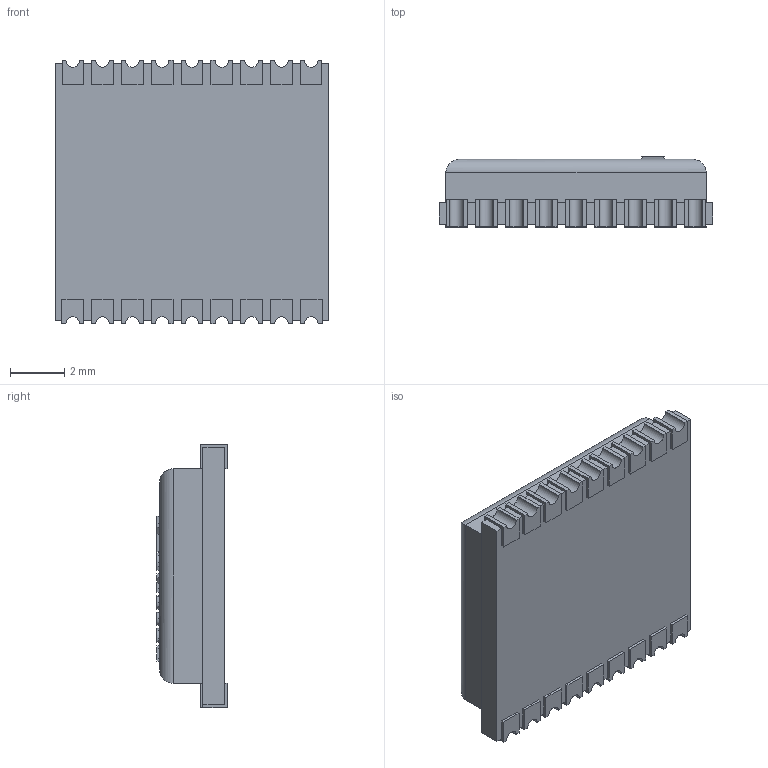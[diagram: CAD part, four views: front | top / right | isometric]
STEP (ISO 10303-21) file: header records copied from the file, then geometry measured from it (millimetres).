
FILE_DESCRIPTION (( 'STEP AP214' ), '1' );
FILE_NAME ('BA9B152E-B3C7-4AED-B071-D221215EA631.STEP', '2024-10-02T00:35:42', ( '' ), ( '' ), 'SwSTEP 2.0', 'SolidWorks 2022', '' );
FILE_SCHEMA (( 'AUTOMOTIVE_DESIGN' ));
Length unit declared in the file: millimetre
Products named in the file (1): BA9B152E-B3C7-4AED-B071-D221215EA631
Bounding box: 10.1 x 2.6 x 9.7 mm (x, y, z)
Volume: 198.4 mm3; surface area: 291.5 mm2
Topology: 1 solids, 1 shells, 356 faces, 1027 edges, 683 vertices
Faces by surface type: plane 254, bspline 71, cylinder 31
Entity records: 15850 total; most frequent: CARTESIAN_POINT 3002, ORIENTED_EDGE 2054, DIRECTION 1507, EDGE_CURVE 1027, VECTOR 827, LINE 827, VERTEX_POINT 683, EDGE_LOOP 366
